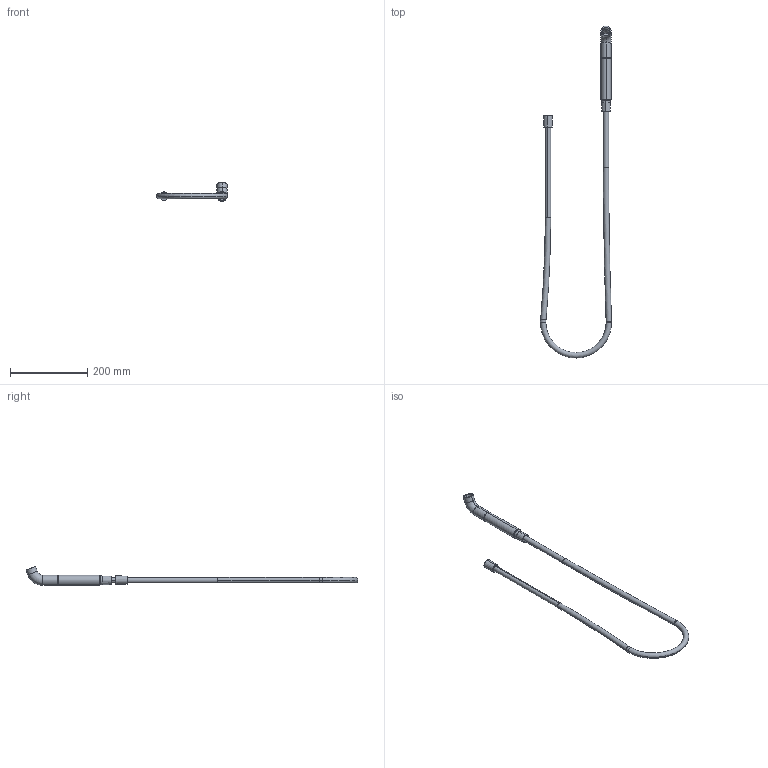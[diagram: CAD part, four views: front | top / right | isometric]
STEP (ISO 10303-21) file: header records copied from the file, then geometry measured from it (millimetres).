
FILE_DESCRIPTION (( 'STEP AP203' ), '1' );
FILE_NAME ('27.838.979.STEP', '2017-11-30T13:34:31', ( '' ), ( '' ), 'SwSTEP 2.0', 'SolidWorks 2017', '' );
FILE_SCHEMA (( 'CONFIG_CONTROL_DESIGN' ));
Length unit declared in the file: millimetre
Products named in the file (4): 27.838.979; Planungsmodell_Mutter-+-09.24.04.282-01_-; Planungsmodell_Schlauch-+-27.838.979-01_K2; Planungsmodell_Auslauf-+-04.12.11.073-01_-
Assembly tree (3 placements, depth 2):
  27.838.979
    Planungsmodell_Auslauf-+-04.12.11.073-01_-
    Planungsmodell_Mutter-+-09.24.04.282-01_-
    Planungsmodell_Schlauch-+-27.838.979-01_K2
Bounding box: 183.7 x 858 x 48.64 mm (x, y, z)
Volume: 307905.7 mm3; surface area: 86555.5 mm2
Topology: 3 solids, 3 shells, 51 faces, 98 edges, 58 vertices
Faces by surface type: cylinder 18, torus 14, plane 11, cone 8
Entity records: 1722 total; most frequent: DIRECTION 284, CARTESIAN_POINT 213, ORIENTED_EDGE 196, AXIS2_PLACEMENT_3D 129, EDGE_CURVE 98, CIRCLE 72, VERTEX_POINT 58, EDGE_LOOP 56
